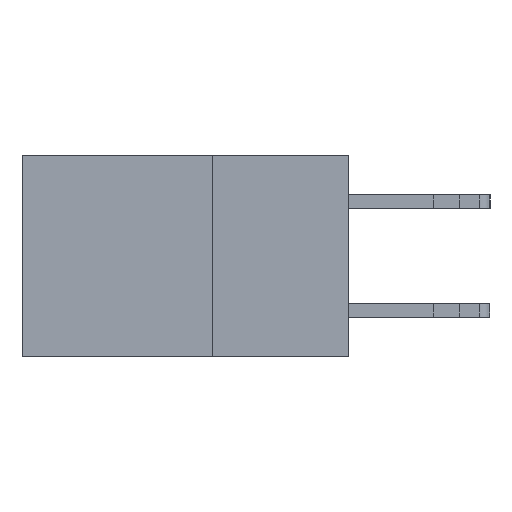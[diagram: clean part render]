
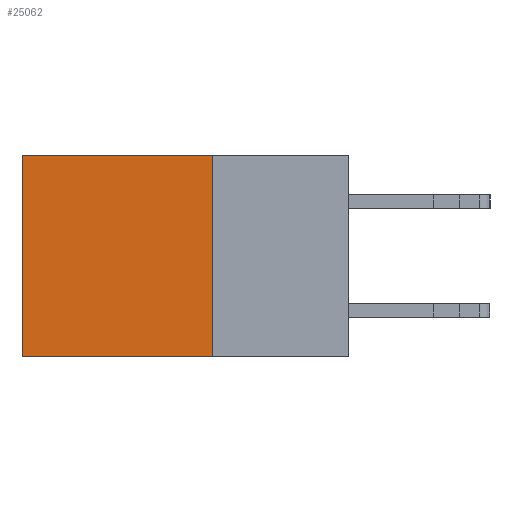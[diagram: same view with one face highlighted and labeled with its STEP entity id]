
A CAD part, left-side view. The second image highlights one B-rep face of the part: STEP entity #25062.
In plain terms, the highlighted planar face has unit normal (-1, 0, 0).
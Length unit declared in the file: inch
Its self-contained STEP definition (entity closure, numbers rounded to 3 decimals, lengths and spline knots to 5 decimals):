
#536 = PLANE ( 'NONE',  #21636 ) ;
#829 = VECTOR ( 'NONE', #5980, 39.37008 ) ;
#2031 = CARTESIAN_POINT ( 'NONE',  ( 0.298, 0.25, 0. ) ) ;
#2370 = EDGE_CURVE ( 'NONE', #19789, #17597, #3073, .T. ) ;
#2527 = DIRECTION ( 'NONE',  ( 1., 0., 0. ) ) ;
#3073 = LINE ( 'NONE', #2031, #12966 ) ;
#3097 = DIRECTION ( 'NONE',  ( 0., 0., -1. ) ) ;
#3490 = CARTESIAN_POINT ( 'NONE',  ( 0.298, 0.6, 0. ) ) ;
#3947 = CARTESIAN_POINT ( 'NONE',  ( 0.298, 0.25, 0. ) ) ;
#4014 = CARTESIAN_POINT ( 'NONE',  ( 0.298, 0.6, 0. ) ) ;
#5465 = VERTEX_POINT ( 'NONE', #21548 ) ;
#5980 = DIRECTION ( 'NONE',  ( 0., 0., -1. ) ) ;
#6345 = EDGE_LOOP ( 'NONE', ( #15187, #10262, #7391, #20106 ) ) ;
#6580 = CARTESIAN_POINT ( 'NONE',  ( 0.298, 0.25, -0.37 ) ) ;
#7391 = ORIENTED_EDGE ( 'NONE', *, *, #9894, .F. ) ;
#8082 = LINE ( 'NONE', #17478, #22542 ) ;
#9894 = EDGE_CURVE ( 'NONE', #19789, #17297, #21956, .T. ) ;
#10262 = ORIENTED_EDGE ( 'NONE', *, *, #24281, .F. ) ;
#11298 = LINE ( 'NONE', #4014, #829 ) ;
#12966 = VECTOR ( 'NONE', #14608, 39.37008 ) ;
#14365 = CARTESIAN_POINT ( 'NONE',  ( 0.298, 0.25, 0. ) ) ;
#14445 = CARTESIAN_POINT ( 'NONE',  ( 0.298, 0.25, 0. ) ) ;
#14608 = DIRECTION ( 'NONE',  ( 0., 1., 0. ) ) ;
#15187 = ORIENTED_EDGE ( 'NONE', *, *, #19135, .T. ) ;
#16351 = DIRECTION ( 'NONE',  ( 0., 0., -1. ) ) ;
#17297 = VERTEX_POINT ( 'NONE', #6580 ) ;
#17478 = CARTESIAN_POINT ( 'NONE',  ( 0.298, 0.25, -0.37 ) ) ;
#17597 = VERTEX_POINT ( 'NONE', #3490 ) ;
#19135 = EDGE_CURVE ( 'NONE', #17597, #5465, #11298, .T. ) ;
#19789 = VERTEX_POINT ( 'NONE', #14445 ) ;
#19804 = FACE_OUTER_BOUND ( 'NONE', #6345, .T. ) ;
#20106 = ORIENTED_EDGE ( 'NONE', *, *, #2370, .T. ) ;
#21358 = VECTOR ( 'NONE', #3097, 39.37008 ) ;
#21548 = CARTESIAN_POINT ( 'NONE',  ( 0.298, 0.6, -0.37 ) ) ;
#21636 = AXIS2_PLACEMENT_3D ( 'NONE', #14365, #2527, #16351 ) ;
#21956 = LINE ( 'NONE', #3947, #21358 ) ;
#22542 = VECTOR ( 'NONE', #23320, 39.37008 ) ;
#23320 = DIRECTION ( 'NONE',  ( 0., 1., 0. ) ) ;
#24281 = EDGE_CURVE ( 'NONE', #17297, #5465, #8082, .T. ) ;
#25062 = ADVANCED_FACE ( 'NONE', ( #19804 ), #536, .F. ) ;
